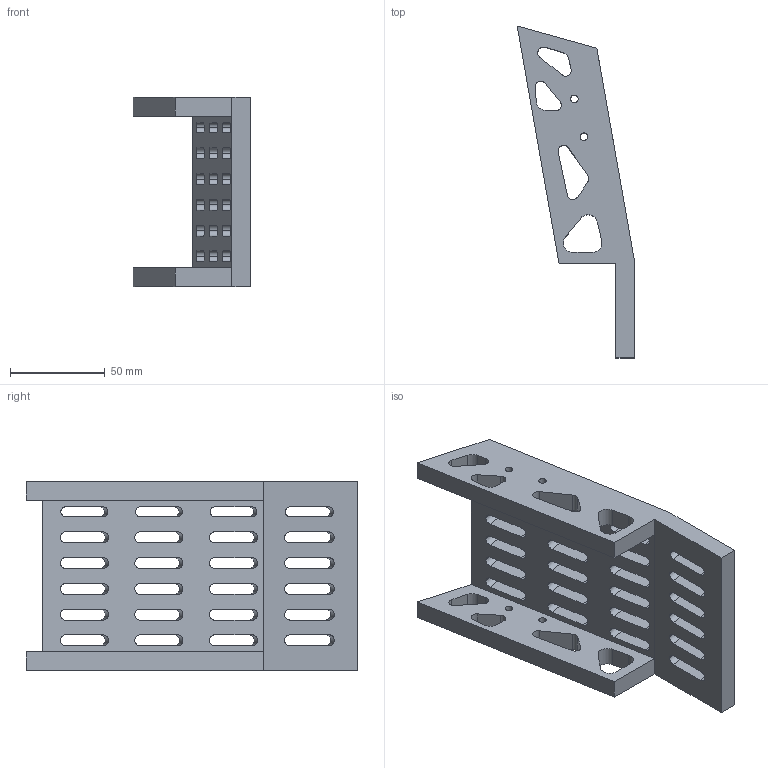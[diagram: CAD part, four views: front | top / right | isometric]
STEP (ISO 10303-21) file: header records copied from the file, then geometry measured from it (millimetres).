
FILE_DESCRIPTION (( 'STEP AP214' ), '1' );
FILE_NAME ('thanh sau dung.STEP', '2022-10-15T09:45:43', ( '' ), ( '' ), 'SwSTEP 2.0', 'SolidWorks 2022', '' );
FILE_SCHEMA (( 'AUTOMOTIVE_DESIGN' ));
Length unit declared in the file: millimetre
Products named in the file (1): thanh sau dung
Bounding box: 62.08 x 175.2 x 100 mm (x, y, z)
Volume: 186336.8 mm3; surface area: 63311.8 mm2
Topology: 1 solids, 1 shells, 197 faces, 585 edges, 390 vertices
Faces by surface type: cylinder 112, plane 85
Entity records: 6825 total; most frequent: CARTESIAN_POINT 1281, ORIENTED_EDGE 1170, DIRECTION 1133, EDGE_CURVE 585, VERTEX_POINT 390, AXIS2_PLACEMENT_3D 386, VECTOR 361, LINE 361
